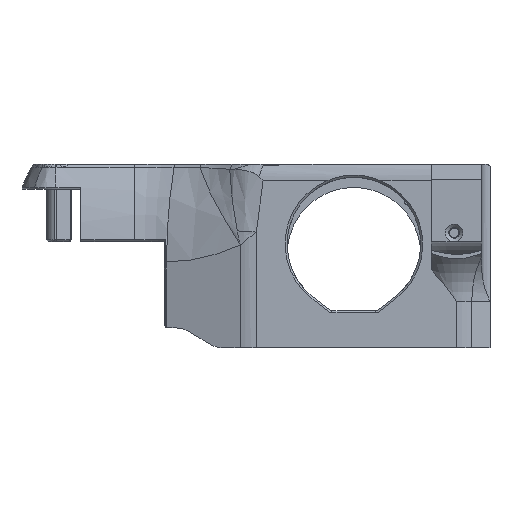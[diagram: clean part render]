
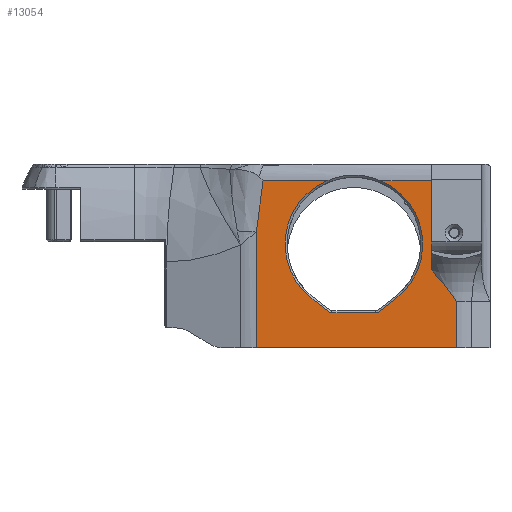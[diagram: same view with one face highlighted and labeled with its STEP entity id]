
A CAD part, left-side view. The second image highlights one B-rep face of the part: STEP entity #13054.
In plain terms, the highlighted planar face has unit normal (-1, 0, 0).
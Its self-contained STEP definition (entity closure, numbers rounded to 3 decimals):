
#871=B_SPLINE_CURVE_WITH_KNOTS('',3,(#42720,#42721,#42722,#42723,#42724,
#42725,#42726,#42727,#42728,#42729,#42730,#42731,#42732,#42733,#42734,#42735,
#42736,#42737,#42738,#42739,#42740,#42741),.UNSPECIFIED.,.F.,.F.,(4,3,3,
3,3,3,3,4),(0.004,0.008,0.009,
0.009,0.011,0.012,0.012,
0.015),.UNSPECIFIED.);
#909=B_SPLINE_CURVE_WITH_KNOTS('',3,(#43961,#43962,#43963,#43964,#43965,
#43966),.UNSPECIFIED.,.F.,.F.,(4,2,4),(6.955,7.111,
7.712),.UNSPECIFIED.);
#1116=PLANE('',#14299);
#2075=FACE_OUTER_BOUND('',#2880,.T.);
#2880=EDGE_LOOP('',(#12043,#12044,#12045,#12046,#12047,#12048,#12049,#12050,
#12051,#12052,#12053,#12054,#12055,#12056,#12057));
#3548=LINE('',#42553,#4306);
#3549=LINE('',#42557,#4307);
#3550=LINE('',#42560,#4308);
#3553=LINE('',#42569,#4311);
#3556=LINE('',#42577,#4314);
#3560=LINE('',#42586,#4318);
#3645=LINE('',#43973,#4403);
#3646=LINE('',#43974,#4404);
#3647=LINE('',#43975,#4405);
#4306=VECTOR('',#17158,1000.);
#4307=VECTOR('',#17163,1000.);
#4308=VECTOR('',#17168,1000.);
#4311=VECTOR('',#17177,1000.);
#4314=VECTOR('',#17186,1000.);
#4318=VECTOR('',#17196,1000.);
#4403=VECTOR('',#17505,1000.);
#4404=VECTOR('',#17506,1000.);
#4405=VECTOR('',#17507,10.);
#5005=CIRCLE('',#14180,13.65);
#5006=CIRCLE('',#14183,0.8);
#5007=CIRCLE('',#14186,0.8);
#5008=CIRCLE('',#14189,13.65);
#6067=VERTEX_POINT('',#41494);
#6142=VERTEX_POINT('',#42550);
#6143=VERTEX_POINT('',#42552);
#6144=VERTEX_POINT('',#42556);
#6145=VERTEX_POINT('',#42562);
#6146=VERTEX_POINT('',#42563);
#6147=VERTEX_POINT('',#42568);
#6148=VERTEX_POINT('',#42572);
#6149=VERTEX_POINT('',#42576);
#6150=VERTEX_POINT('',#42580);
#6151=VERTEX_POINT('',#42584);
#6152=VERTEX_POINT('',#42588);
#6153=VERTEX_POINT('',#42719);
#6246=VERTEX_POINT('',#43954);
#6247=VERTEX_POINT('',#43972);
#8017=EDGE_CURVE('',#6143,#6142,#3548,.T.);
#8019=EDGE_CURVE('',#6143,#6144,#3549,.T.);
#8021=EDGE_CURVE('',#6144,#6067,#3550,.T.);
#8022=EDGE_CURVE('',#6145,#6146,#5005,.T.);
#8025=EDGE_CURVE('',#6147,#6145,#3553,.T.);
#8027=EDGE_CURVE('',#6148,#6147,#5006,.T.);
#8029=EDGE_CURVE('',#6149,#6148,#3556,.T.);
#8031=EDGE_CURVE('',#6150,#6149,#5007,.T.);
#8034=EDGE_CURVE('',#6151,#6150,#3560,.T.);
#8035=EDGE_CURVE('',#6152,#6151,#5008,.T.);
#8038=EDGE_CURVE('',#6153,#6067,#871,.T.);
#8212=EDGE_CURVE('',#6246,#6142,#909,.T.);
#8214=EDGE_CURVE('',#6247,#6152,#3645,.T.);
#8215=EDGE_CURVE('',#6146,#6153,#3646,.T.);
#8216=EDGE_CURVE('',#6246,#6247,#3647,.F.);
#12043=ORIENTED_EDGE('',*,*,#8214,.T.);
#12044=ORIENTED_EDGE('',*,*,#8035,.T.);
#12045=ORIENTED_EDGE('',*,*,#8034,.T.);
#12046=ORIENTED_EDGE('',*,*,#8031,.T.);
#12047=ORIENTED_EDGE('',*,*,#8029,.T.);
#12048=ORIENTED_EDGE('',*,*,#8027,.T.);
#12049=ORIENTED_EDGE('',*,*,#8025,.T.);
#12050=ORIENTED_EDGE('',*,*,#8022,.T.);
#12051=ORIENTED_EDGE('',*,*,#8215,.T.);
#12052=ORIENTED_EDGE('',*,*,#8038,.T.);
#12053=ORIENTED_EDGE('',*,*,#8021,.F.);
#12054=ORIENTED_EDGE('',*,*,#8019,.F.);
#12055=ORIENTED_EDGE('',*,*,#8017,.T.);
#12056=ORIENTED_EDGE('',*,*,#8212,.F.);
#12057=ORIENTED_EDGE('',*,*,#8216,.T.);
#13054=ADVANCED_FACE('',(#2075),#1116,.F.);
#14180=AXIS2_PLACEMENT_3D('',#42564,#17171,#17172);
#14183=AXIS2_PLACEMENT_3D('',#42573,#17181,#17182);
#14186=AXIS2_PLACEMENT_3D('',#42581,#17190,#17191);
#14189=AXIS2_PLACEMENT_3D('',#42589,#17199,#17200);
#14299=AXIS2_PLACEMENT_3D('',#43971,#17503,#17504);
#17158=DIRECTION('',(0.,0.,1.));
#17163=DIRECTION('',(0.,1.,0.));
#17168=DIRECTION('',(0.,0.,1.));
#17171=DIRECTION('center_axis',(1.,0.,0.));
#17172=DIRECTION('ref_axis',(0.,1.,0.));
#17177=DIRECTION('',(0.,0.793,0.609));
#17181=DIRECTION('center_axis',(1.,0.,0.));
#17182=DIRECTION('ref_axis',(0.,1.,0.));
#17186=DIRECTION('',(0.,1.,0.));
#17190=DIRECTION('center_axis',(1.,0.,0.));
#17191=DIRECTION('ref_axis',(0.,1.,0.));
#17196=DIRECTION('',(0.,0.793,-0.609));
#17199=DIRECTION('center_axis',(1.,0.,0.));
#17200=DIRECTION('ref_axis',(0.,1.,0.));
#17503=DIRECTION('center_axis',(1.,0.,0.));
#17504=DIRECTION('ref_axis',(0.,1.,0.));
#17505=DIRECTION('',(0.,1.,0.));
#17506=DIRECTION('',(0.,1.,0.));
#17507=DIRECTION('',(0.,0.,-1.));
#41494=CARTESIAN_POINT('',(-26.5,-51.291,20.688));
#42550=CARTESIAN_POINT('',(-26.5,-91.042,6.856));
#42552=CARTESIAN_POINT('',(-26.5,-91.042,-2.29));
#42553=CARTESIAN_POINT('',(-26.5,-91.042,30.856));
#42556=CARTESIAN_POINT('',(-26.5,-51.291,-2.29));
#42557=CARTESIAN_POINT('',(-26.5,-91.042,-2.29));
#42560=CARTESIAN_POINT('',(-26.5,-51.291,0.));
#42562=CARTESIAN_POINT('',(-26.5,-62.34,7.471));
#42563=CARTESIAN_POINT('',(-26.5,-65.296,30.856));
#42564=CARTESIAN_POINT('Origin',(-26.5,-70.65,18.3));
#42568=CARTESIAN_POINT('',(-26.5,-65.801,4.815));
#42569=CARTESIAN_POINT('',(-26.5,-42.945,22.353));
#42572=CARTESIAN_POINT('',(-26.5,-66.288,4.65));
#42573=CARTESIAN_POINT('Origin',(-26.5,-66.288,5.45));
#42576=CARTESIAN_POINT('',(-26.5,-75.012,4.65));
#42577=CARTESIAN_POINT('',(-26.5,-52.65,4.65));
#42580=CARTESIAN_POINT('',(-26.5,-75.499,4.815));
#42581=CARTESIAN_POINT('Origin',(-26.5,-75.012,5.45));
#42584=CARTESIAN_POINT('',(-26.5,-78.959,7.471));
#42586=CARTESIAN_POINT('',(-26.5,-75.695,4.966));
#42588=CARTESIAN_POINT('',(-26.5,-76.003,30.856));
#42589=CARTESIAN_POINT('Origin',(-26.5,-70.65,18.3));
#42719=CARTESIAN_POINT('',(-26.5,-52.643,30.856));
#42720=CARTESIAN_POINT('Ctrl Pts',(-26.5,-52.643,30.856));
#42721=CARTESIAN_POINT('Ctrl Pts',(-26.5,-52.445,29.778));
#42722=CARTESIAN_POINT('Ctrl Pts',(-26.5,-52.263,
28.697));
#42723=CARTESIAN_POINT('Ctrl Pts',(-26.5,-52.096,
27.615));
#42724=CARTESIAN_POINT('Ctrl Pts',(-26.5,-52.039,
27.243));
#42725=CARTESIAN_POINT('Ctrl Pts',(-26.5,-51.984,
26.871));
#42726=CARTESIAN_POINT('Ctrl Pts',(-26.5,-51.93,
26.499));
#42727=CARTESIAN_POINT('Ctrl Pts',(-26.5,-51.896,
26.263));
#42728=CARTESIAN_POINT('Ctrl Pts',(-26.5,-51.863,26.028));
#42729=CARTESIAN_POINT('Ctrl Pts',(-26.5,-51.831,
25.792));
#42730=CARTESIAN_POINT('Ctrl Pts',(-26.5,-51.748,
25.191));
#42731=CARTESIAN_POINT('Ctrl Pts',(-26.5,-51.671,
24.589));
#42732=CARTESIAN_POINT('Ctrl Pts',(-26.5,-51.6,23.986));
#42733=CARTESIAN_POINT('Ctrl Pts',(-26.5,-51.585,
23.858));
#42734=CARTESIAN_POINT('Ctrl Pts',(-26.5,-51.57,
23.73));
#42735=CARTESIAN_POINT('Ctrl Pts',(-26.5,-51.556,
23.601));
#42736=CARTESIAN_POINT('Ctrl Pts',(-26.5,-51.543,23.483));
#42737=CARTESIAN_POINT('Ctrl Pts',(-26.5,-51.53,23.364));
#42738=CARTESIAN_POINT('Ctrl Pts',(-26.5,-51.517,
23.246));
#42739=CARTESIAN_POINT('Ctrl Pts',(-26.5,-51.425,22.396));
#42740=CARTESIAN_POINT('Ctrl Pts',(-26.5,-51.347,21.543));
#42741=CARTESIAN_POINT('Ctrl Pts',(-26.5,-51.291,20.688));
#43954=CARTESIAN_POINT('',(-26.5,-86.042,13.194));
#43961=CARTESIAN_POINT('Ctrl Pts',(-26.5,-86.042,13.194));
#43962=CARTESIAN_POINT('Ctrl Pts',(-26.5,-86.432,12.793));
#43963=CARTESIAN_POINT('Ctrl Pts',(-26.5,-86.813,12.376));
#43964=CARTESIAN_POINT('Ctrl Pts',(-26.5,-88.611,10.299));
#43965=CARTESIAN_POINT('Ctrl Pts',(-26.5,-89.884,8.494));
#43966=CARTESIAN_POINT('Ctrl Pts',(-26.5,-91.042,6.856));
#43971=CARTESIAN_POINT('Origin',(-26.5,-52.65,35.));
#43972=CARTESIAN_POINT('',(-26.5,-86.042,30.856));
#43973=CARTESIAN_POINT('',(-26.5,-56.058,30.856));
#43974=CARTESIAN_POINT('',(-26.5,-56.058,30.856));
#43975=CARTESIAN_POINT('',(-26.5,-86.042,32.928));
